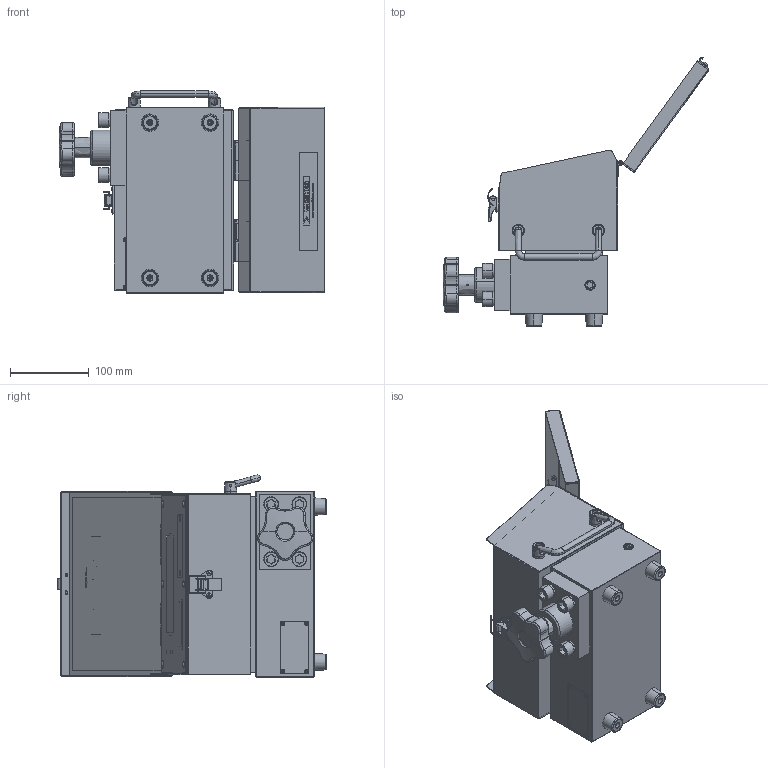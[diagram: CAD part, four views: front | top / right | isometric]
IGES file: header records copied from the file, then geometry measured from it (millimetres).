
Start section: SolidWorks IGES file using analytic representation for surfaces
Global section: file name: ECA'FT10868-02.IGS; native system: SolidWorks 2017; preprocessor: SolidWorks 2017; author: mks; date: 190520.101353; units: millimetre
Bounding box: 336.95 x 340.92 x 256.02 mm (x, y, z)
Surface area: 564476.4 mm2 (no closed solid volume)
Topology: 0 solids, 0 shells, 809 faces, 15136 edges, 15124 vertices
Faces by surface type: bspline 508, revolution 301
